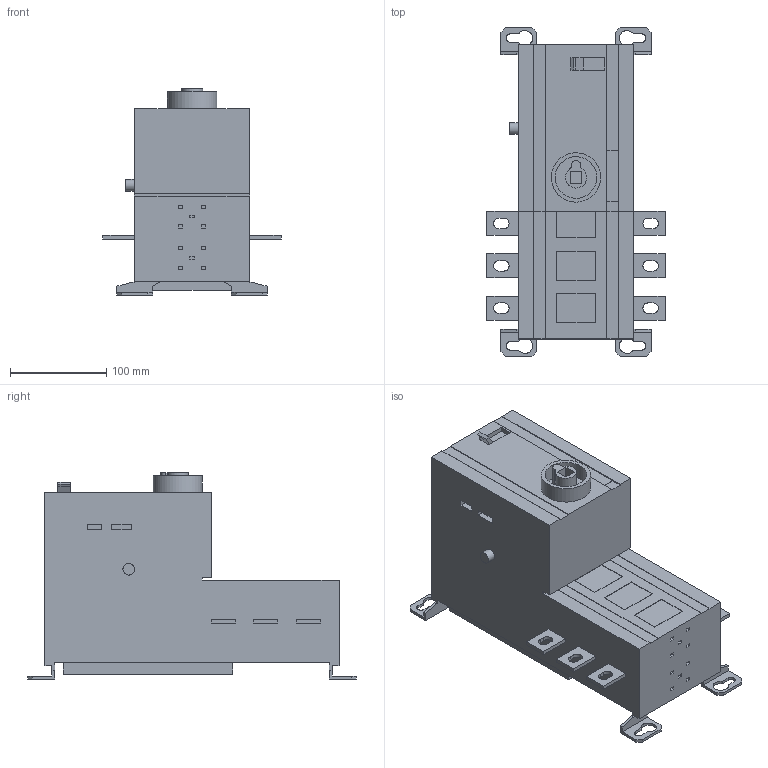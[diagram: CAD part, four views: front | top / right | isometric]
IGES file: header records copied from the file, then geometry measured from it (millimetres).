
Global section: file name: OTM160-250E3.igs; preprocessor: I-DEAS 3D IGES Translator 11; date: 20100127.084549; units: millimetre
Bounding box: 185 x 341.5 x 214 mm (x, y, z)
Volume: 5300722.4 mm3; surface area: 243969.9 mm2
Topology: 1 solids, 1 shells, 271 faces, 716 edges, 476 vertices
Faces by surface type: bspline 271
